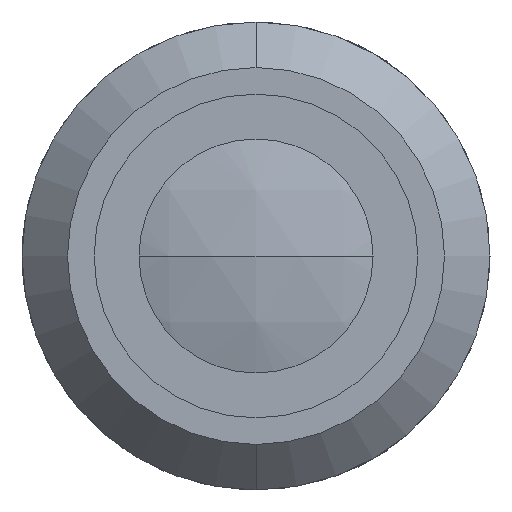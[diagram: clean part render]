
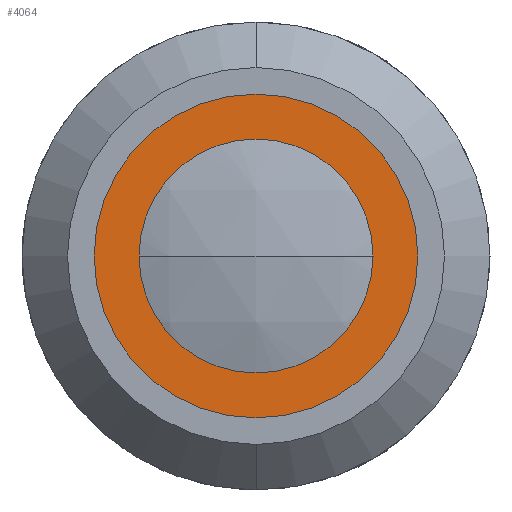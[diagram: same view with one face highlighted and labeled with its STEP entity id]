
A CAD part, left-side view. The second image highlights one B-rep face of the part: STEP entity #4064.
In plain terms, the highlighted planar face has unit normal (-1, 0, 0).
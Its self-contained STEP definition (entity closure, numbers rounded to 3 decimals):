
#245 = CARTESIAN_POINT ( 'NONE',  ( 3.5, 0., -13.2 ) ) ;
#282 = VERTEX_POINT ( 'NONE', #4436 ) ;
#328 = ORIENTED_EDGE ( 'NONE', *, *, #623, .F. ) ;
#623 = EDGE_CURVE ( 'NONE', #1687, #282, #3442, .T. ) ;
#640 = DIRECTION ( 'NONE',  ( -1., 0., 0. ) ) ;
#676 = FACE_OUTER_BOUND ( 'NONE', #4282, .T. ) ;
#749 = VERTEX_POINT ( 'NONE', #245 ) ;
#883 = EDGE_CURVE ( 'NONE', #749, #1199, #1358, .T. ) ;
#926 = CARTESIAN_POINT ( 'NONE',  ( 3.5, 0., 0. ) ) ;
#969 = CIRCLE ( 'NONE', #2851, 13.2 ) ;
#996 = CARTESIAN_POINT ( 'NONE',  ( 3.5, 13.2, 0. ) ) ;
#1080 = AXIS2_PLACEMENT_3D ( 'NONE', #996, #3740, #4080 ) ;
#1199 = VERTEX_POINT ( 'NONE', #1309 ) ;
#1203 = AXIS2_PLACEMENT_3D ( 'NONE', #4441, #1332, #4104 ) ;
#1227 = DIRECTION ( 'NONE',  ( -1., 0., 0. ) ) ;
#1240 = DIRECTION ( 'NONE',  ( -1., 0., 0. ) ) ;
#1309 = CARTESIAN_POINT ( 'NONE',  ( 3.5, 0., 13.2 ) ) ;
#1323 = CARTESIAN_POINT ( 'NONE',  ( 3.5, 0., 0. ) ) ;
#1332 = DIRECTION ( 'NONE',  ( -1., 0., 0. ) ) ;
#1358 = CIRCLE ( 'NONE', #1203, 13.2 ) ;
#1375 = CIRCLE ( 'NONE', #3903, 9. ) ;
#1497 = AXIS2_PLACEMENT_3D ( 'NONE', #1323, #640, #2699 ) ;
#1687 = VERTEX_POINT ( 'NONE', #2871 ) ;
#1718 = ORIENTED_EDGE ( 'NONE', *, *, #2178, .T. ) ;
#2178 = EDGE_CURVE ( 'NONE', #1199, #749, #969, .T. ) ;
#2587 = CARTESIAN_POINT ( 'NONE',  ( 3.5, 0., 0. ) ) ;
#2611 = DIRECTION ( 'NONE',  ( 0., 0., 1. ) ) ;
#2699 = DIRECTION ( 'NONE',  ( 0., 0., 1. ) ) ;
#2851 = AXIS2_PLACEMENT_3D ( 'NONE', #2587, #1240, #2611 ) ;
#2871 = CARTESIAN_POINT ( 'NONE',  ( 3.5, 0., -9. ) ) ;
#3117 = PLANE ( 'NONE',  #1080 ) ;
#3302 = EDGE_LOOP ( 'NONE', ( #3654, #328 ) ) ;
#3442 = CIRCLE ( 'NONE', #1497, 9. ) ;
#3654 = ORIENTED_EDGE ( 'NONE', *, *, #3925, .F. ) ;
#3740 = DIRECTION ( 'NONE',  ( 1., 0., 0. ) ) ;
#3903 = AXIS2_PLACEMENT_3D ( 'NONE', #926, #1227, #3967 ) ;
#3925 = EDGE_CURVE ( 'NONE', #282, #1687, #1375, .T. ) ;
#3967 = DIRECTION ( 'NONE',  ( 0., 0., 1. ) ) ;
#4064 = ADVANCED_FACE ( 'NONE', ( #4492, #676 ), #3117, .F. ) ;
#4080 = DIRECTION ( 'NONE',  ( 0., 0., -1. ) ) ;
#4104 = DIRECTION ( 'NONE',  ( 0., 0., 1. ) ) ;
#4282 = EDGE_LOOP ( 'NONE', ( #1718, #4474 ) ) ;
#4436 = CARTESIAN_POINT ( 'NONE',  ( 3.5, 0., 9. ) ) ;
#4441 = CARTESIAN_POINT ( 'NONE',  ( 3.5, 0., 0. ) ) ;
#4474 = ORIENTED_EDGE ( 'NONE', *, *, #883, .T. ) ;
#4492 = FACE_BOUND ( 'NONE', #3302, .T. ) ;
